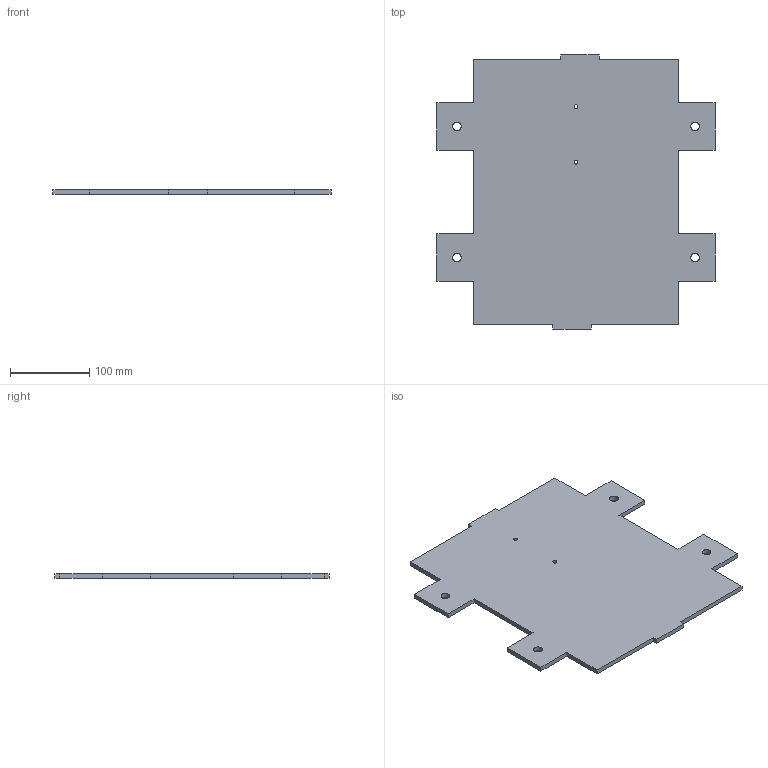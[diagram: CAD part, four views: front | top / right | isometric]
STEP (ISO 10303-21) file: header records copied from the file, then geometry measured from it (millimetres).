
FILE_DESCRIPTION(/* description */ ('STEP AP214'),/* implementation_level */ '2;1');
FILE_NAME(/* name */ '6819424050d50a4ee4875abc',/* time_stamp */ '2025-05-05T22:57:05Z',/* author */ (''),/* organization */ (''),/* preprocessor_version */ 'ST-DEVELOPER v20',/* originating_system */ 'ONSHAPE BY PTC INC, 1.197',/* authorisation */ ' ');
FILE_SCHEMA (('AUTOMOTIVE_DESIGN {1 0 10303 214 3 1 1}'));
Length unit declared in the file: metre
Products named in the file (1): Part 1
Bounding box: 350 x 345 x 6 mm (x, y, z)
Volume: 582663.6 mm3; surface area: 204683.1 mm2
Topology: 1 solids, 1 shells, 36 faces, 102 edges, 68 vertices
Faces by surface type: plane 30, cylinder 6
Full cylindrical faces by diameter (mm): 5 x2, 11 x4
Entity records: 1197 total; most frequent: CARTESIAN_POINT 201, ORIENTED_EDGE 192, DIRECTION 182, EDGE_CURVE 96, LINE 84, VECTOR 84, VERTEX_POINT 68, EDGE_LOOP 54
